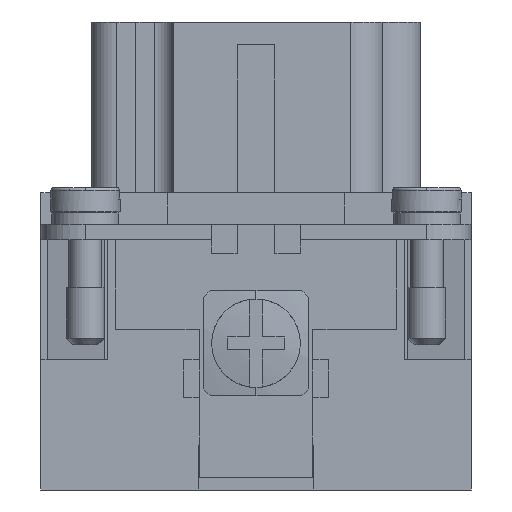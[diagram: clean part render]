
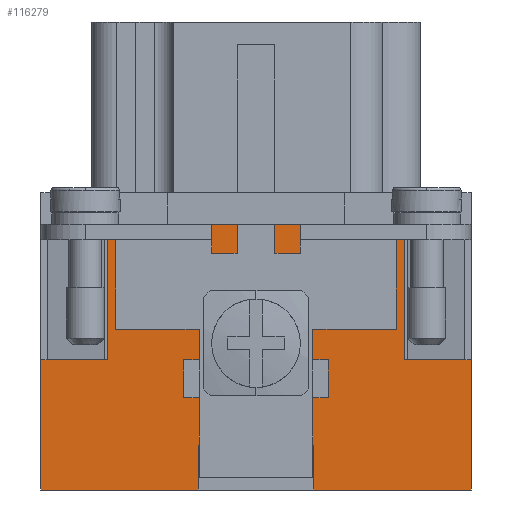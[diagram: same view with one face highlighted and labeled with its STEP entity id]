
A CAD part, left-side view. The second image highlights one B-rep face of the part: STEP entity #116279.
In plain terms, the highlighted planar face has unit normal (-1, 0, 0).
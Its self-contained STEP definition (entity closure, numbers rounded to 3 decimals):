
#48724=CARTESIAN_POINT('',(-45.8,-17.0,0.0));
#48725=VERTEX_POINT('',#48724);
#48732=CARTESIAN_POINT('',(-45.8,-4.55,0.0));
#48733=VERTEX_POINT('',#48732);
#48734=CARTESIAN_POINT('',(-45.8,-17.0,0.0));
#48735=DIRECTION('',(0.0,1.0,0.0));
#48736=VECTOR('',#48735,12.45);
#48737=LINE('',#48734,#48736);
#48738=EDGE_CURVE('',#48725,#48733,#48737,.T.);
#48788=CARTESIAN_POINT('',(-45.8,4.55,0.0));
#48789=VERTEX_POINT('',#48788);
#48796=CARTESIAN_POINT('',(-45.8,17.0,0.0));
#48797=VERTEX_POINT('',#48796);
#48798=CARTESIAN_POINT('',(-45.8,4.55,0.0));
#48799=DIRECTION('',(0.0,1.0,0.0));
#48800=VECTOR('',#48799,12.45);
#48801=LINE('',#48798,#48800);
#48802=EDGE_CURVE('',#48789,#48797,#48801,.T.);
#92738=CARTESIAN_POINT('',(-45.8,17.0,10.3));
#92739=VERTEX_POINT('',#92738);
#92740=CARTESIAN_POINT('',(-45.8,17.0,0.0));
#92741=DIRECTION('',(0.0,0.0,1.0));
#92742=VECTOR('',#92741,10.3);
#92743=LINE('',#92740,#92742);
#92744=EDGE_CURVE('',#48797,#92739,#92743,.T.);
#93245=CARTESIAN_POINT('',(-45.8,-17.0,10.3));
#93246=VERTEX_POINT('',#93245);
#93253=CARTESIAN_POINT('',(-45.8,-17.0,0.0));
#93254=DIRECTION('',(0.0,0.0,1.0));
#93255=VECTOR('',#93254,10.3);
#93256=LINE('',#93253,#93255);
#93257=EDGE_CURVE('',#48725,#93246,#93256,.T.);
#109144=CARTESIAN_POINT('',(-45.8,11.75,21.0));
#109145=VERTEX_POINT('',#109144);
#109152=CARTESIAN_POINT('',(-45.8,-11.75,21.0));
#109153=VERTEX_POINT('',#109152);
#109154=CARTESIAN_POINT('',(-45.8,-11.75,21.0));
#109155=DIRECTION('',(0.0,1.0,0.0));
#109156=VECTOR('',#109155,23.5);
#109157=LINE('',#109154,#109156);
#109158=EDGE_CURVE('',#109153,#109145,#109157,.T.);
#115900=CARTESIAN_POINT('',(-45.8,11.75,10.3));
#115901=VERTEX_POINT('',#115900);
#115902=CARTESIAN_POINT('',(-45.8,11.75,10.3));
#115903=DIRECTION('',(0.0,1.0,0.0));
#115904=VECTOR('',#115903,5.25);
#115905=LINE('',#115902,#115904);
#115906=EDGE_CURVE('',#115901,#92739,#115905,.T.);
#115937=CARTESIAN_POINT('',(-45.8,11.75,21.0));
#115938=DIRECTION('',(0.0,0.0,-1.0));
#115939=VECTOR('',#115938,10.7);
#115940=LINE('',#115937,#115939);
#115941=EDGE_CURVE('',#109145,#115901,#115940,.T.);
#116144=CARTESIAN_POINT('',(-45.8,-11.75,10.3));
#116145=VERTEX_POINT('',#116144);
#116154=CARTESIAN_POINT('',(-45.8,-11.75,10.3));
#116155=DIRECTION('',(0.0,0.0,1.0));
#116156=VECTOR('',#116155,10.7);
#116157=LINE('',#116154,#116156);
#116158=EDGE_CURVE('',#116145,#109153,#116157,.T.);
#116171=CARTESIAN_POINT('',(-45.8,-17.0,10.3));
#116172=DIRECTION('',(0.0,1.0,0.0));
#116173=VECTOR('',#116172,5.25);
#116174=LINE('',#116171,#116173);
#116175=EDGE_CURVE('',#93246,#116145,#116174,.T.);
#116241=CARTESIAN_POINT('',(-45.8,-17.0,0.0));
#116242=DIRECTION('',(-1.0,0.0,0.0));
#116243=DIRECTION('',(0.0,0.0,1.0));
#116244=AXIS2_PLACEMENT_3D('',#116241,#116242,#116243);
#116245=PLANE('',#116244);
#116246=ORIENTED_EDGE('',*,*,#115941,.T.);
#116247=ORIENTED_EDGE('',*,*,#115906,.T.);
#116248=ORIENTED_EDGE('',*,*,#92744,.F.);
#116249=ORIENTED_EDGE('',*,*,#48802,.F.);
#116250=CARTESIAN_POINT('',(-45.8,4.55,3.5));
#116251=VERTEX_POINT('',#116250);
#116252=CARTESIAN_POINT('',(-45.8,4.55,0.0));
#116253=DIRECTION('',(0.0,0.0,1.0));
#116254=VECTOR('',#116253,3.5);
#116255=LINE('',#116252,#116254);
#116256=EDGE_CURVE('',#48789,#116251,#116255,.T.);
#116257=ORIENTED_EDGE('',*,*,#116256,.T.);
#116258=CARTESIAN_POINT('',(-45.8,-4.55,3.5));
#116259=VERTEX_POINT('',#116258);
#116260=CARTESIAN_POINT('',(-45.8,4.55,3.5));
#116261=DIRECTION('',(0.0,-1.0,0.0));
#116262=VECTOR('',#116261,9.1);
#116263=LINE('',#116260,#116262);
#116264=EDGE_CURVE('',#116251,#116259,#116263,.T.);
#116265=ORIENTED_EDGE('',*,*,#116264,.T.);
#116266=CARTESIAN_POINT('',(-45.8,-4.55,3.5));
#116267=DIRECTION('',(0.0,0.0,-1.0));
#116268=VECTOR('',#116267,3.5);
#116269=LINE('',#116266,#116268);
#116270=EDGE_CURVE('',#116259,#48733,#116269,.T.);
#116271=ORIENTED_EDGE('',*,*,#116270,.T.);
#116272=ORIENTED_EDGE('',*,*,#48738,.F.);
#116273=ORIENTED_EDGE('',*,*,#93257,.T.);
#116274=ORIENTED_EDGE('',*,*,#116175,.T.);
#116275=ORIENTED_EDGE('',*,*,#116158,.T.);
#116276=ORIENTED_EDGE('',*,*,#109158,.T.);
#116277=EDGE_LOOP('',(#116246,#116247,#116248,#116249,#116257,#116265,#116271,#116272,#116273,#116274,#116275,#116276));
#116278=FACE_OUTER_BOUND('',#116277,.T.);
#116279=ADVANCED_FACE('',(#116278),#116245,.T.);
